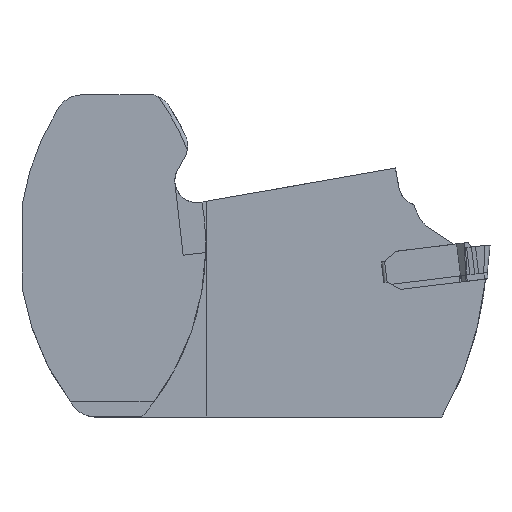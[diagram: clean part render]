
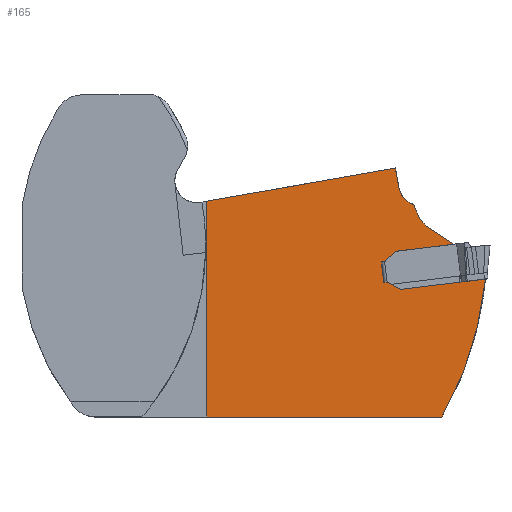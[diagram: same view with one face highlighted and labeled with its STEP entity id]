
A CAD part, top view. The second image highlights one B-rep face of the part: STEP entity #165.
In plain terms, the highlighted planar face has unit normal (0, 0, 1).
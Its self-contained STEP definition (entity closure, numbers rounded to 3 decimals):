
#165=ADVANCED_FACE('',(#306),#264,.T.);
#264=PLANE('',#1991);
#306=FACE_OUTER_BOUND('',#405,.T.);
#405=EDGE_LOOP('',(#792,#793,#794,#795,#796,#797,#798,#799,#800,#801,#802,
#803,#804,#805,#806,#807,#808,#809));
#504=CIRCLE('',#1988,6.1);
#505=CIRCLE('',#1989,5.1);
#506=CIRCLE('',#1990,80.);
#550=LINE('',#2518,#670);
#551=LINE('',#2522,#671);
#552=LINE('',#2526,#672);
#553=LINE('',#2528,#673);
#554=LINE('',#2530,#674);
#555=LINE('',#2532,#675);
#670=VECTOR('',#2125,1.);
#671=VECTOR('',#2128,1.);
#672=VECTOR('',#2131,1.);
#673=VECTOR('',#2132,1.);
#674=VECTOR('',#2133,1.);
#675=VECTOR('',#2134,1.);
#792=ORIENTED_EDGE('',*,*,#1540,.F.);
#793=ORIENTED_EDGE('',*,*,#1541,.T.);
#794=ORIENTED_EDGE('',*,*,#1542,.T.);
#795=ORIENTED_EDGE('',*,*,#1543,.T.);
#796=ORIENTED_EDGE('',*,*,#1544,.F.);
#797=ORIENTED_EDGE('',*,*,#1545,.F.);
#798=ORIENTED_EDGE('',*,*,#1546,.F.);
#799=ORIENTED_EDGE('',*,*,#1547,.F.);
#800=ORIENTED_EDGE('',*,*,#1548,.T.);
#801=ORIENTED_EDGE('',*,*,#1549,.F.);
#802=ORIENTED_EDGE('',*,*,#1550,.F.);
#803=ORIENTED_EDGE('',*,*,#1551,.F.);
#804=ORIENTED_EDGE('',*,*,#1552,.F.);
#805=ORIENTED_EDGE('',*,*,#1553,.F.);
#806=ORIENTED_EDGE('',*,*,#1554,.F.);
#807=ORIENTED_EDGE('',*,*,#1555,.F.);
#808=ORIENTED_EDGE('',*,*,#1556,.F.);
#809=ORIENTED_EDGE('',*,*,#1557,.F.);
#1354=VERTEX_POINT('',#2516);
#1355=VERTEX_POINT('',#2517);
#1356=VERTEX_POINT('',#2519);
#1357=VERTEX_POINT('',#2521);
#1358=VERTEX_POINT('',#2523);
#1359=VERTEX_POINT('',#2525);
#1360=VERTEX_POINT('',#2527);
#1361=VERTEX_POINT('',#2529);
#1362=VERTEX_POINT('',#2531);
#1363=VERTEX_POINT('',#2533);
#1364=VERTEX_POINT('',#2535);
#1365=VERTEX_POINT('',#2540);
#1366=VERTEX_POINT('',#2545);
#1367=VERTEX_POINT('',#2552);
#1368=VERTEX_POINT('',#2557);
#1369=VERTEX_POINT('',#2562);
#1370=VERTEX_POINT('',#2567);
#1371=VERTEX_POINT('',#2574);
#1540=EDGE_CURVE('',#1354,#1355,#1821,.T.);
#1541=EDGE_CURVE('',#1354,#1356,#550,.T.);
#1542=EDGE_CURVE('',#1356,#1357,#504,.T.);
#1543=EDGE_CURVE('',#1357,#1358,#551,.T.);
#1544=EDGE_CURVE('',#1359,#1358,#505,.T.);
#1545=EDGE_CURVE('',#1360,#1359,#552,.T.);
#1546=EDGE_CURVE('',#1361,#1360,#553,.T.);
#1547=EDGE_CURVE('',#1362,#1361,#554,.T.);
#1548=EDGE_CURVE('',#1362,#1363,#555,.T.);
#1549=EDGE_CURVE('',#1364,#1363,#506,.T.);
#1550=EDGE_CURVE('',#1365,#1364,#1822,.T.);
#1551=EDGE_CURVE('',#1366,#1365,#1823,.T.);
#1552=EDGE_CURVE('',#1367,#1366,#1824,.T.);
#1553=EDGE_CURVE('',#1368,#1367,#1825,.T.);
#1554=EDGE_CURVE('',#1369,#1368,#1826,.T.);
#1555=EDGE_CURVE('',#1370,#1369,#1827,.T.);
#1556=EDGE_CURVE('',#1371,#1370,#1828,.T.);
#1557=EDGE_CURVE('',#1355,#1371,#1829,.T.);
#1821=B_SPLINE_CURVE_WITH_KNOTS('',3,(#2512,#2513,#2514,#2515),
 .UNSPECIFIED.,.F.,.F.,(4,4),(0.,1.),.UNSPECIFIED.);
#1822=B_SPLINE_CURVE_WITH_KNOTS('',3,(#2536,#2537,#2538,#2539),
 .UNSPECIFIED.,.F.,.F.,(4,4),(0.,1.),.UNSPECIFIED.);
#1823=B_SPLINE_CURVE_WITH_KNOTS('',3,(#2541,#2542,#2543,#2544),
 .UNSPECIFIED.,.F.,.F.,(4,4),(0.,1.),.UNSPECIFIED.);
#1824=B_SPLINE_CURVE_WITH_KNOTS('',3,(#2546,#2547,#2548,#2549,#2550,#2551),
 .UNSPECIFIED.,.F.,.F.,(4,2,4),(0.,0.5,1.),.UNSPECIFIED.);
#1825=B_SPLINE_CURVE_WITH_KNOTS('',3,(#2553,#2554,#2555,#2556),
 .UNSPECIFIED.,.F.,.F.,(4,4),(0.,1.),.UNSPECIFIED.);
#1826=B_SPLINE_CURVE_WITH_KNOTS('',3,(#2558,#2559,#2560,#2561),
 .UNSPECIFIED.,.F.,.F.,(4,4),(0.,1.),.UNSPECIFIED.);
#1827=B_SPLINE_CURVE_WITH_KNOTS('',3,(#2563,#2564,#2565,#2566),
 .UNSPECIFIED.,.F.,.F.,(4,4),(0.,1.),.UNSPECIFIED.);
#1828=B_SPLINE_CURVE_WITH_KNOTS('',3,(#2568,#2569,#2570,#2571,#2572,#2573),
 .UNSPECIFIED.,.F.,.F.,(4,2,4),(0.,0.5,1.),.UNSPECIFIED.);
#1829=B_SPLINE_CURVE_WITH_KNOTS('',3,(#2575,#2576,#2577,#2578),
 .UNSPECIFIED.,.F.,.F.,(4,4),(0.,1.),.UNSPECIFIED.);
#1988=AXIS2_PLACEMENT_3D('',#2520,#2126,#2127);
#1989=AXIS2_PLACEMENT_3D('',#2524,#2129,#2130);
#1990=AXIS2_PLACEMENT_3D('',#2534,#2135,#2136);
#1991=AXIS2_PLACEMENT_3D('',#2579,#2137,#2138);
#2125=DIRECTION('',(-0.839,0.545,0.));
#2126=DIRECTION('',(0.,0.,-1.));
#2127=DIRECTION('',(1.,0.,0.));
#2128=DIRECTION('',(-0.407,0.914,0.));
#2129=DIRECTION('',(0.,0.,1.));
#2130=DIRECTION('',(1.,0.,0.));
#2131=DIRECTION('',(0.174,-0.985,0.));
#2132=DIRECTION('',(0.985,0.174,0.));
#2133=DIRECTION('',(0.,1.,0.));
#2134=DIRECTION('',(1.,0.,0.));
#2135=DIRECTION('',(0.,0.,-1.));
#2136=DIRECTION('',(1.,0.,0.));
#2137=DIRECTION('',(0.,0.,1.));
#2138=DIRECTION('',(-1.,0.,0.));
#2512=CARTESIAN_POINT('',(77.677,0.486,-7.45));
#2513=CARTESIAN_POINT('',(73.203,-0.064,-7.45));
#2514=CARTESIAN_POINT('',(68.73,-0.613,-7.45));
#2515=CARTESIAN_POINT('',(64.256,-1.162,-7.45));
#2516=CARTESIAN_POINT('',(77.677,0.486,-7.45));
#2517=CARTESIAN_POINT('',(64.256,-1.162,-7.45));
#2518=CARTESIAN_POINT('',(63.018,10.005,-7.45));
#2519=CARTESIAN_POINT('',(71.778,4.317,-7.45));
#2520=CARTESIAN_POINT('',(75.1,9.433,-7.45));
#2521=CARTESIAN_POINT('',(69.527,6.951,-7.45));
#2522=CARTESIAN_POINT('',(60.714,26.747,-7.45));
#2523=CARTESIAN_POINT('',(68.319,9.666,-7.45));
#2524=CARTESIAN_POINT('',(69.945,14.5,-7.45));
#2525=CARTESIAN_POINT('',(64.922,13.614,-7.45));
#2526=CARTESIAN_POINT('',(61.697,31.905,-7.45));
#2527=CARTESIAN_POINT('',(64.129,18.111,-7.45));
#2528=CARTESIAN_POINT('',(81.682,21.206,-7.45));
#2529=CARTESIAN_POINT('',(20.5,10.418,-7.45));
#2530=CARTESIAN_POINT('',(20.5,35.,-7.45));
#2531=CARTESIAN_POINT('',(20.5,-39.5,-7.45));
#2532=CARTESIAN_POINT('',(79.25,-39.5,-7.45));
#2533=CARTESIAN_POINT('',(74.868,-39.5,-7.45));
#2534=CARTESIAN_POINT('',(5.3,0.,-7.45));
#2535=CARTESIAN_POINT('',(84.94,-7.579,-7.45));
#2536=CARTESIAN_POINT('',(65.339,-9.986,-7.45));
#2537=CARTESIAN_POINT('',(71.873,-9.184,-7.45));
#2538=CARTESIAN_POINT('',(78.406,-8.382,-7.45));
#2539=CARTESIAN_POINT('',(84.94,-7.579,-7.45));
#2540=CARTESIAN_POINT('',(65.339,-9.986,-7.45));
#2541=CARTESIAN_POINT('',(62.434,-8.441,-7.45));
#2542=CARTESIAN_POINT('',(63.402,-8.956,-7.45));
#2543=CARTESIAN_POINT('',(64.371,-9.471,-7.45));
#2544=CARTESIAN_POINT('',(65.339,-9.986,-7.45));
#2545=CARTESIAN_POINT('',(62.434,-8.441,-7.45));
#2546=CARTESIAN_POINT('',(61.961,-8.354,-7.45));
#2547=CARTESIAN_POINT('',(62.041,-8.344,-7.45));
#2548=CARTESIAN_POINT('',(62.123,-8.346,-7.45));
#2549=CARTESIAN_POINT('',(62.285,-8.376,-7.45));
#2550=CARTESIAN_POINT('',(62.363,-8.403,-7.45));
#2551=CARTESIAN_POINT('',(62.434,-8.441,-7.45));
#2552=CARTESIAN_POINT('',(61.961,-8.354,-7.45));
#2553=CARTESIAN_POINT('',(61.455,-8.416,-7.45));
#2554=CARTESIAN_POINT('',(61.624,-8.395,-7.45));
#2555=CARTESIAN_POINT('',(61.792,-8.374,-7.45));
#2556=CARTESIAN_POINT('',(61.961,-8.354,-7.45));
#2557=CARTESIAN_POINT('',(61.455,-8.416,-7.45));
#2558=CARTESIAN_POINT('',(60.867,-3.626,-7.45));
#2559=CARTESIAN_POINT('',(61.063,-5.222,-7.45));
#2560=CARTESIAN_POINT('',(61.259,-6.819,-7.45));
#2561=CARTESIAN_POINT('',(61.455,-8.416,-7.45));
#2562=CARTESIAN_POINT('',(60.867,-3.626,-7.45));
#2563=CARTESIAN_POINT('',(61.373,-3.564,-7.45));
#2564=CARTESIAN_POINT('',(61.204,-3.584,-7.45));
#2565=CARTESIAN_POINT('',(61.035,-3.605,-7.45));
#2566=CARTESIAN_POINT('',(60.867,-3.626,-7.45));
#2567=CARTESIAN_POINT('',(61.373,-3.564,-7.45));
#2568=CARTESIAN_POINT('',(61.81,-3.364,-7.45));
#2569=CARTESIAN_POINT('',(61.751,-3.418,-7.45));
#2570=CARTESIAN_POINT('',(61.682,-3.464,-7.45));
#2571=CARTESIAN_POINT('',(61.532,-3.532,-7.45));
#2572=CARTESIAN_POINT('',(61.453,-3.554,-7.45));
#2573=CARTESIAN_POINT('',(61.373,-3.564,-7.45));
#2574=CARTESIAN_POINT('',(61.81,-3.364,-7.45));
#2575=CARTESIAN_POINT('',(64.256,-1.162,-7.45));
#2576=CARTESIAN_POINT('',(63.441,-1.896,-7.45));
#2577=CARTESIAN_POINT('',(62.626,-2.63,-7.45));
#2578=CARTESIAN_POINT('',(61.81,-3.364,-7.45));
#2579=CARTESIAN_POINT('',(79.25,35.,-7.45));
